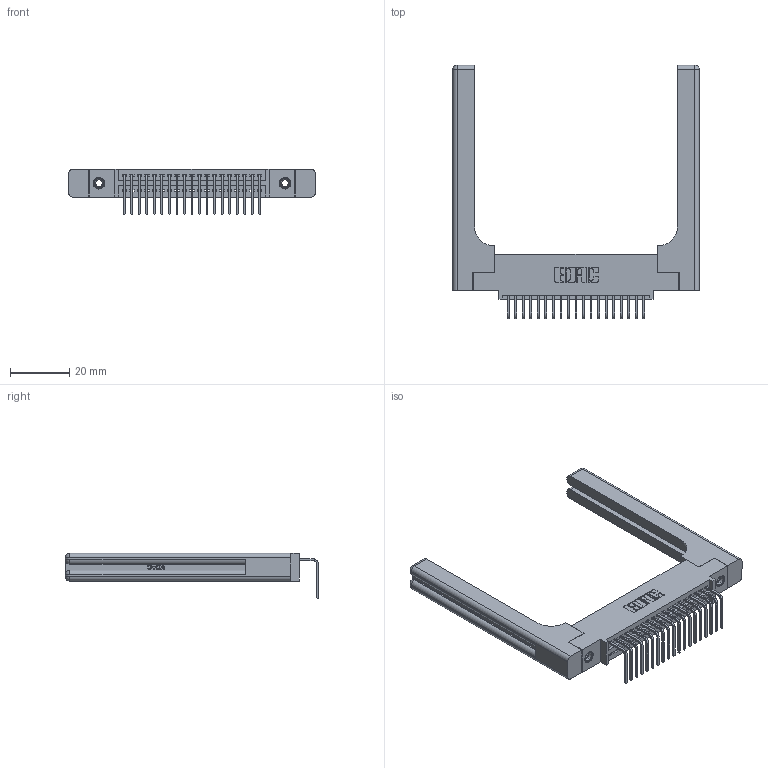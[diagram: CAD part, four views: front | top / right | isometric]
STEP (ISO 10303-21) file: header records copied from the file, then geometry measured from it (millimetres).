
FILE_DESCRIPTION (( 'STEP AP203' ), '1' );
FILE_NAME ('345-019-558-458.STEP', '2019-10-10T12:35:47', ( '' ), ( '' ), 'SwSTEP 2.0', 'SolidWorks 2016', '' );
FILE_SCHEMA (( 'CONFIG_CONTROL_DESIGN' ));
Length unit declared in the file: inch
Products named in the file (5): 345-220-058_345-220-058; 345-019-558-458; 345 Part_0.110 Offset - 0.156 Dia-TH; 345-292-001_558 Tail - 2; 345-250-001_345-250-001-102
Assembly tree (24 placements, depth 2):
  345-019-558-458
    345 Part_0.110 Offset - 0.156 Dia-TH
    345-292-001_558 Tail - 2  x19
    345-250-001_345-250-001-102  x2
    345-220-058_345-220-058  x2
Bounding box: 83.29 x 85.59 x 15.37 mm (x, y, z)
Volume: 16217.1 mm3; surface area: 15695.6 mm2
Topology: 24 solids, 24 shells, 1526 faces, 4477 edges, 2938 vertices
Faces by surface type: plane 1030, cylinder 436, bspline 36, cone 12, sphere 8, torus 4
Entity records: 22794 total; most frequent: CARTESIAN_POINT 4922, ORIENTED_EDGE 3672, DIRECTION 3278, EDGE_CURVE 1836, VECTOR 1536, LINE 1536, VERTEX_POINT 1214, AXIS2_PLACEMENT_3D 871
